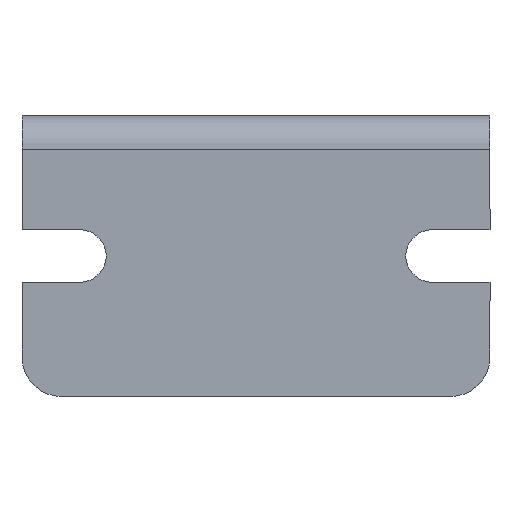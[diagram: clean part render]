
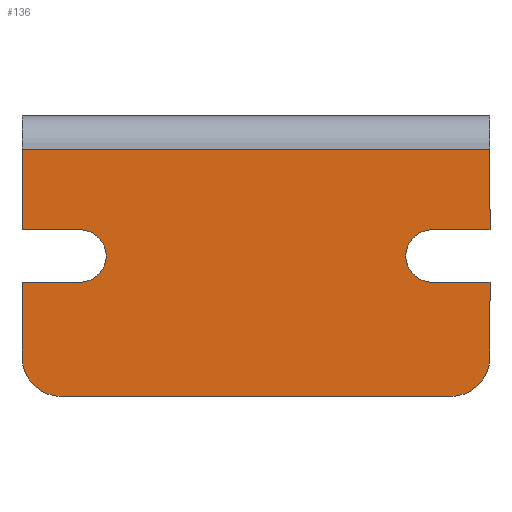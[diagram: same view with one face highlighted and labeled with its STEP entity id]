
A CAD part, front view. The second image highlights one B-rep face of the part: STEP entity #136.
In plain terms, the highlighted planar face has unit normal (0, -1, 0).
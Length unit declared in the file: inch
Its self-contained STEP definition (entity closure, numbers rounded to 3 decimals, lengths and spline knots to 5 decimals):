
#10 = EDGE_CURVE ( 'NONE', #717, #725, #220, .T. ) ;
#14 = EDGE_CURVE ( 'NONE', #705, #703, #314, .T. ) ;
#25 = EDGE_CURVE ( 'NONE', #723, #707, #141, .T. ) ;
#31 = EDGE_CURVE ( 'NONE', #709, #693, #236, .T. ) ;
#32 = AXIS2_PLACEMENT_3D ( 'NONE', #578, #567, #566 ) ;
#38 = EDGE_CURVE ( 'NONE', #716, #696, #357, .T. ) ;
#44 = EDGE_CURVE ( 'NONE', #717, #716, #202, .T. ) ;
#55 = EDGE_CURVE ( 'NONE', #708, #723, #197, .T. ) ;
#56 = EDGE_CURVE ( 'NONE', #707, #705, #347, .T. ) ;
#63 = AXIS2_PLACEMENT_3D ( 'NONE', #513, #506, #505 ) ;
#70 = AXIS2_PLACEMENT_3D ( 'NONE', #674, #673, #672 ) ;
#83 = AXIS2_PLACEMENT_3D ( 'NONE', #550, #539, #538 ) ;
#87 = EDGE_CURVE ( 'NONE', #696, #698, #452, .T. ) ;
#88 = EDGE_CURVE ( 'NONE', #693, #692, #339, .T. ) ;
#90 = EDGE_CURVE ( 'NONE', #708, #698, #178, .T. ) ;
#99 = EDGE_CURVE ( 'NONE', #703, #709, #153, .T. ) ;
#112 = AXIS2_PLACEMENT_3D ( 'NONE', #640, #638, #637 ) ;
#114 = EDGE_CURVE ( 'NONE', #692, #711, #451, .T. ) ;
#125 = EDGE_CURVE ( 'NONE', #711, #725, #445, .T. ) ;
#136 = ADVANCED_FACE ( 'NONE', ( #446 ), #509, .F. ) ;
#141 = LINE ( 'NONE', #657, #144 ) ;
#142 = VECTOR ( 'NONE', #644, 39.37008 ) ;
#144 = VECTOR ( 'NONE', #656, 39.37008 ) ;
#150 = VECTOR ( 'NONE', #605, 39.37008 ) ;
#153 = LINE ( 'NONE', #557, #165 ) ;
#154 = VECTOR ( 'NONE', #546, 39.37008 ) ;
#164 = EDGE_LOOP ( 'NONE', ( #399, #416, #232, #235, #233, #234, #230, #205, #419, #459, #414, #410, #417, #254 ) ) ;
#165 = VECTOR ( 'NONE', #556, 39.37008 ) ;
#178 = LINE ( 'NONE', #563, #333 ) ;
#197 = LINE ( 'NONE', #639, #201 ) ;
#201 = VECTOR ( 'NONE', #603, 39.37008 ) ;
#202 = LINE ( 'NONE', #628, #223 ) ;
#205 = ORIENTED_EDGE ( 'NONE', *, *, #87, .T. ) ;
#218 = VECTOR ( 'NONE', #678, 39.37008 ) ;
#220 = LINE ( 'NONE', #679, #218 ) ;
#223 = VECTOR ( 'NONE', #627, 39.37008 ) ;
#230 = ORIENTED_EDGE ( 'NONE', *, *, #38, .T. ) ;
#232 = ORIENTED_EDGE ( 'NONE', *, *, #114, .T. ) ;
#233 = ORIENTED_EDGE ( 'NONE', *, *, #10, .F. ) ;
#234 = ORIENTED_EDGE ( 'NONE', *, *, #44, .T. ) ;
#235 = ORIENTED_EDGE ( 'NONE', *, *, #125, .T. ) ;
#236 = LINE ( 'NONE', #649, #142 ) ;
#254 = ORIENTED_EDGE ( 'NONE', *, *, #99, .T. ) ;
#311 = VECTOR ( 'NONE', #569, 39.37008 ) ;
#314 = CIRCLE ( 'NONE', #70, 0.14 ) ;
#333 = VECTOR ( 'NONE', #562, 39.37008 ) ;
#339 = CIRCLE ( 'NONE', #32, 0.21 ) ;
#347 = LINE ( 'NONE', #604, #150 ) ;
#357 = CIRCLE ( 'NONE', #112, 0.14 ) ;
#399 = ORIENTED_EDGE ( 'NONE', *, *, #31, .T. ) ;
#410 = ORIENTED_EDGE ( 'NONE', *, *, #56, .T. ) ;
#414 = ORIENTED_EDGE ( 'NONE', *, *, #25, .T. ) ;
#416 = ORIENTED_EDGE ( 'NONE', *, *, #88, .T. ) ;
#417 = ORIENTED_EDGE ( 'NONE', *, *, #14, .T. ) ;
#419 = ORIENTED_EDGE ( 'NONE', *, *, #90, .F. ) ;
#445 = CIRCLE ( 'NONE', #83, 0.21 ) ;
#446 = FACE_OUTER_BOUND ( 'NONE', #164, .T. ) ;
#451 = LINE ( 'NONE', #547, #154 ) ;
#452 = LINE ( 'NONE', #570, #311 ) ;
#459 = ORIENTED_EDGE ( 'NONE', *, *, #55, .T. ) ;
#505 = DIRECTION ( 'NONE',  ( 0., 0., 1. ) ) ;
#506 = DIRECTION ( 'NONE',  ( 0., 1., 0. ) ) ;
#509 = PLANE ( 'NONE',  #63 ) ;
#513 = CARTESIAN_POINT ( 'NONE',  ( -1.25, 0., 0.75 ) ) ;
#538 = DIRECTION ( 'NONE',  ( 0., 0., 1. ) ) ;
#539 = DIRECTION ( 'NONE',  ( 0., -1., 0. ) ) ;
#546 = DIRECTION ( 'NONE',  ( 1., 0., 0. ) ) ;
#547 = CARTESIAN_POINT ( 'NONE',  ( -1.25, 0., -0.75 ) ) ;
#550 = CARTESIAN_POINT ( 'NONE',  ( 1.04, 0., -0.54 ) ) ;
#556 = DIRECTION ( 'NONE',  ( -1., 0., 0. ) ) ;
#557 = CARTESIAN_POINT ( 'NONE',  ( -0.94, 0., -0.14 ) ) ;
#562 = DIRECTION ( 'NONE',  ( 0., 0., -1. ) ) ;
#563 = CARTESIAN_POINT ( 'NONE',  ( 1.25, 0., 0.75 ) ) ;
#566 = DIRECTION ( 'NONE',  ( 0., 0., 1. ) ) ;
#567 = DIRECTION ( 'NONE',  ( 0., -1., 0. ) ) ;
#569 = DIRECTION ( 'NONE',  ( 1., 0., 0. ) ) ;
#570 = CARTESIAN_POINT ( 'NONE',  ( 0.94, 0., 0.14 ) ) ;
#578 = CARTESIAN_POINT ( 'NONE',  ( -1.04, 0., -0.54 ) ) ;
#603 = DIRECTION ( 'NONE',  ( -1., 0., 0. ) ) ;
#604 = CARTESIAN_POINT ( 'NONE',  ( -0.94, 0., 0.14 ) ) ;
#605 = DIRECTION ( 'NONE',  ( 1., 0., 0. ) ) ;
#627 = DIRECTION ( 'NONE',  ( -1., 0., 0. ) ) ;
#628 = CARTESIAN_POINT ( 'NONE',  ( 0.94, 0., -0.14 ) ) ;
#637 = DIRECTION ( 'NONE',  ( 0., 0., 1. ) ) ;
#638 = DIRECTION ( 'NONE',  ( 0., 1., 0. ) ) ;
#639 = CARTESIAN_POINT ( 'NONE',  ( 1.25, 0., 0.57 ) ) ;
#640 = CARTESIAN_POINT ( 'NONE',  ( 0.94, 0., 0. ) ) ;
#644 = DIRECTION ( 'NONE',  ( 0., 0., -1. ) ) ;
#649 = CARTESIAN_POINT ( 'NONE',  ( -1.25, 0., 0.75 ) ) ;
#656 = DIRECTION ( 'NONE',  ( 0., 0., -1. ) ) ;
#657 = CARTESIAN_POINT ( 'NONE',  ( -1.25, 0., 0.75 ) ) ;
#672 = DIRECTION ( 'NONE',  ( 0., 0., 1. ) ) ;
#673 = DIRECTION ( 'NONE',  ( 0., 1., 0. ) ) ;
#674 = CARTESIAN_POINT ( 'NONE',  ( -0.94, 0., 0. ) ) ;
#678 = DIRECTION ( 'NONE',  ( 0., 0., -1. ) ) ;
#679 = CARTESIAN_POINT ( 'NONE',  ( 1.25, 0., 0.75 ) ) ;
#692 = VERTEX_POINT ( 'NONE', #783 ) ;
#693 = VERTEX_POINT ( 'NONE', #776 ) ;
#696 = VERTEX_POINT ( 'NONE', #786 ) ;
#698 = VERTEX_POINT ( 'NONE', #788 ) ;
#703 = VERTEX_POINT ( 'NONE', #793 ) ;
#705 = VERTEX_POINT ( 'NONE', #795 ) ;
#707 = VERTEX_POINT ( 'NONE', #797 ) ;
#708 = VERTEX_POINT ( 'NONE', #798 ) ;
#709 = VERTEX_POINT ( 'NONE', #799 ) ;
#711 = VERTEX_POINT ( 'NONE', #801 ) ;
#716 = VERTEX_POINT ( 'NONE', #805 ) ;
#717 = VERTEX_POINT ( 'NONE', #806 ) ;
#723 = VERTEX_POINT ( 'NONE', #811 ) ;
#725 = VERTEX_POINT ( 'NONE', #813 ) ;
#776 = CARTESIAN_POINT ( 'NONE',  ( -1.25, 0., -0.54 ) ) ;
#783 = CARTESIAN_POINT ( 'NONE',  ( -1.04, 0., -0.75 ) ) ;
#786 = CARTESIAN_POINT ( 'NONE',  ( 0.94, 0., 0.14 ) ) ;
#788 = CARTESIAN_POINT ( 'NONE',  ( 1.25, 0., 0.14 ) ) ;
#793 = CARTESIAN_POINT ( 'NONE',  ( -0.94, 0., -0.14 ) ) ;
#795 = CARTESIAN_POINT ( 'NONE',  ( -0.94, 0., 0.14 ) ) ;
#797 = CARTESIAN_POINT ( 'NONE',  ( -1.25, 0., 0.14 ) ) ;
#798 = CARTESIAN_POINT ( 'NONE',  ( 1.25, 0., 0.57 ) ) ;
#799 = CARTESIAN_POINT ( 'NONE',  ( -1.25, 0., -0.14 ) ) ;
#801 = CARTESIAN_POINT ( 'NONE',  ( 1.04, 0., -0.75 ) ) ;
#805 = CARTESIAN_POINT ( 'NONE',  ( 0.94, 0., -0.14 ) ) ;
#806 = CARTESIAN_POINT ( 'NONE',  ( 1.25, 0., -0.14 ) ) ;
#811 = CARTESIAN_POINT ( 'NONE',  ( -1.25, 0., 0.57 ) ) ;
#813 = CARTESIAN_POINT ( 'NONE',  ( 1.25, 0., -0.54 ) ) ;
